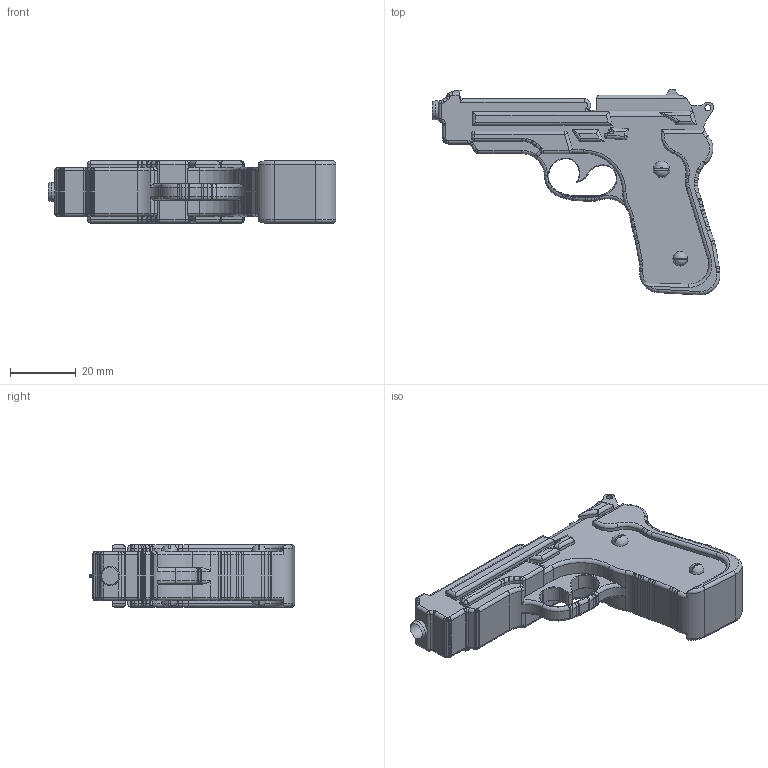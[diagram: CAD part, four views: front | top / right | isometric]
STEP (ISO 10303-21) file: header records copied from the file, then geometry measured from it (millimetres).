
FILE_DESCRIPTION(/* description */ (''),/* implementation_level */ '2;1');
FILE_NAME(/* name */ 'Gun.step',/* time_stamp */ '2025-11-16T12:09:07Z',/* author */ (''),/* organization */ (''),/* preprocessor_version */ 'ST-DEVELOPER v20.1',/* originating_system */ 'Autodesk Translation Framework v14.17.0.0',/* authorisation */ '');
FILE_SCHEMA (('AUTOMOTIVE_DESIGN { 1 0 10303 214 3 1 1 }'));
Length unit declared in the file: millimetre
Products named in the file (1): 2025-10-27-20-00-49-779
Bounding box: 87.88 x 62.81 x 19 mm (x, y, z)
Volume: 37019.9 mm3; surface area: 11549.9 mm2
Topology: 1 solids, 1 shells, 734 faces, 1760 edges, 1033 vertices
Faces by surface type: cylinder 319, plane 217, torus 152, sphere 32, bspline 14
Full cylindrical faces by diameter (mm): 1.844 x1, 5.223 x1, 5.831 x1
Entity records: 22357 total; most frequent: CARTESIAN_POINT 4394, DIRECTION 3980, ORIENTED_EDGE 3514, EDGE_CURVE 1757, AXIS2_PLACEMENT_3D 1560, VERTEX_POINT 1033, LINE 860, VECTOR 860
